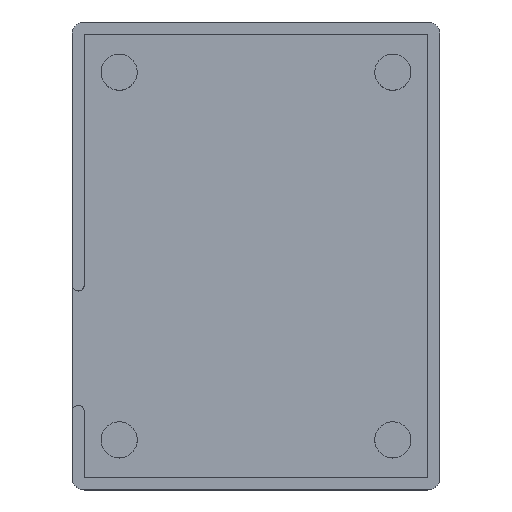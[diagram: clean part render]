
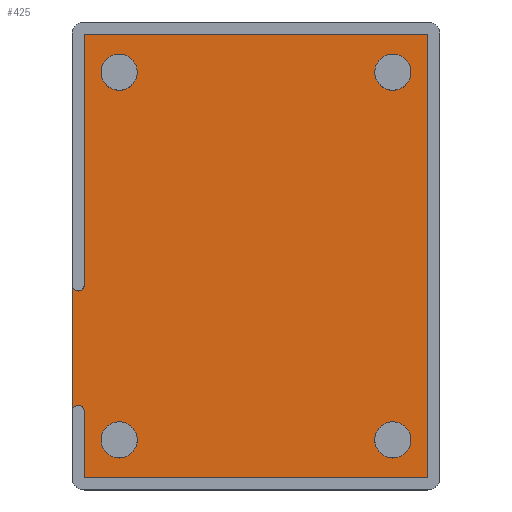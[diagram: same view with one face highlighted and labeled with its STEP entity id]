
A CAD part, top view. The second image highlights one B-rep face of the part: STEP entity #425.
In plain terms, the highlighted planar face has unit normal (0, 0, 1).
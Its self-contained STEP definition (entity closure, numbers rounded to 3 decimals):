
#40=CIRCLE('',#475,0.5);
#41=CIRCLE('',#476,0.5);
#42=CIRCLE('',#477,1.5);
#43=CIRCLE('',#478,1.5);
#44=CIRCLE('',#479,1.5);
#45=CIRCLE('',#480,1.5);
#114=ORIENTED_EDGE('',*,*,#198,.T.);
#115=ORIENTED_EDGE('',*,*,#194,.T.);
#116=ORIENTED_EDGE('',*,*,#164,.T.);
#117=ORIENTED_EDGE('',*,*,#208,.T.);
#118=ORIENTED_EDGE('',*,*,#168,.T.);
#119=ORIENTED_EDGE('',*,*,#209,.T.);
#120=ORIENTED_EDGE('',*,*,#190,.T.);
#121=ORIENTED_EDGE('',*,*,#200,.T.);
#122=ORIENTED_EDGE('',*,*,#210,.F.);
#123=ORIENTED_EDGE('',*,*,#211,.F.);
#124=ORIENTED_EDGE('',*,*,#212,.F.);
#125=ORIENTED_EDGE('',*,*,#213,.F.);
#164=EDGE_CURVE('',#221,#220,#260,.T.);
#168=EDGE_CURVE('',#225,#224,#264,.T.);
#190=EDGE_CURVE('',#242,#243,#282,.T.);
#194=EDGE_CURVE('',#246,#221,#286,.T.);
#198=EDGE_CURVE('',#249,#246,#290,.T.);
#200=EDGE_CURVE('',#243,#249,#292,.T.);
#208=EDGE_CURVE('',#220,#225,#40,.F.);
#209=EDGE_CURVE('',#224,#242,#41,.F.);
#210=EDGE_CURVE('',#250,#250,#42,.T.);
#211=EDGE_CURVE('',#251,#251,#43,.T.);
#212=EDGE_CURVE('',#252,#252,#44,.T.);
#213=EDGE_CURVE('',#253,#253,#45,.T.);
#220=VERTEX_POINT('',#635);
#221=VERTEX_POINT('',#637);
#224=VERTEX_POINT('',#644);
#225=VERTEX_POINT('',#646);
#242=VERTEX_POINT('',#690);
#243=VERTEX_POINT('',#691);
#246=VERTEX_POINT('',#699);
#249=VERTEX_POINT('',#707);
#250=VERTEX_POINT('',#723);
#251=VERTEX_POINT('',#725);
#252=VERTEX_POINT('',#727);
#253=VERTEX_POINT('',#729);
#260=LINE('',#636,#296);
#264=LINE('',#645,#300);
#282=LINE('',#689,#318);
#286=LINE('',#698,#322);
#290=LINE('',#706,#326);
#292=LINE('',#710,#328);
#296=VECTOR('',#505,1000.);
#300=VECTOR('',#511,1000.);
#318=VECTOR('',#547,1000.);
#322=VECTOR('',#553,1000.);
#326=VECTOR('',#559,1000.);
#328=VECTOR('',#563,1000.);
#341=EDGE_LOOP('',(#114,#115,#116,#117,#118,#119,#120,#121));
#342=EDGE_LOOP('',(#122));
#343=EDGE_LOOP('',(#123));
#344=EDGE_LOOP('',(#124));
#345=EDGE_LOOP('',(#125));
#375=FACE_BOUND('',#341,.T.);
#376=FACE_BOUND('',#342,.T.);
#377=FACE_BOUND('',#343,.T.);
#378=FACE_BOUND('',#344,.T.);
#379=FACE_BOUND('',#345,.T.);
#409=PLANE('',#474);
#425=ADVANCED_FACE('',(#375,#376,#377,#378,#379),#409,.T.);
#474=AXIS2_PLACEMENT_3D('',#719,#579,#580);
#475=AXIS2_PLACEMENT_3D('',#720,#581,#582);
#476=AXIS2_PLACEMENT_3D('',#721,#583,#584);
#477=AXIS2_PLACEMENT_3D('',#722,#585,#586);
#478=AXIS2_PLACEMENT_3D('',#724,#587,#588);
#479=AXIS2_PLACEMENT_3D('',#726,#589,#590);
#480=AXIS2_PLACEMENT_3D('',#728,#591,#592);
#505=DIRECTION('',(0.,-1.,0.));
#511=DIRECTION('',(0.,-1.,0.));
#547=DIRECTION('',(0.,-1.,0.));
#553=DIRECTION('',(-1.,0.,0.));
#559=DIRECTION('',(0.,1.,0.));
#563=DIRECTION('',(1.,0.,0.));
#579=DIRECTION('',(0.,0.,1.));
#580=DIRECTION('',(1.,0.,0.));
#581=DIRECTION('',(0.,0.,1.));
#582=DIRECTION('',(1.,0.,0.));
#583=DIRECTION('',(0.,0.,1.));
#584=DIRECTION('',(1.,0.,0.));
#585=DIRECTION('',(0.,0.,1.));
#586=DIRECTION('',(1.,0.,0.));
#587=DIRECTION('',(0.,0.,1.));
#588=DIRECTION('',(1.,0.,0.));
#589=DIRECTION('',(0.,0.,1.));
#590=DIRECTION('',(1.,0.,0.));
#591=DIRECTION('',(0.,0.,1.));
#592=DIRECTION('',(1.,0.,0.));
#635=CARTESIAN_POINT('',(-14.25,-2.4,0.));
#636=CARTESIAN_POINT('',(-14.25,18.4,0.));
#637=CARTESIAN_POINT('',(-14.25,18.4,0.));
#644=CARTESIAN_POINT('',(-15.25,-12.9,0.));
#645=CARTESIAN_POINT('',(-15.25,-2.9,0.));
#646=CARTESIAN_POINT('',(-15.25,-2.4,0.));
#689=CARTESIAN_POINT('',(-14.25,18.4,0.));
#690=CARTESIAN_POINT('',(-14.25,-12.9,0.));
#691=CARTESIAN_POINT('',(-14.25,-18.4,0.));
#698=CARTESIAN_POINT('',(14.25,18.4,0.));
#699=CARTESIAN_POINT('',(14.25,18.4,0.));
#706=CARTESIAN_POINT('',(14.25,-18.4,0.));
#707=CARTESIAN_POINT('',(14.25,-18.4,0.));
#710=CARTESIAN_POINT('',(-14.25,-18.4,0.));
#719=CARTESIAN_POINT('',(0.,0.,0.));
#720=CARTESIAN_POINT('',(-14.75,-2.4,0.));
#721=CARTESIAN_POINT('',(-14.75,-12.9,0.));
#722=CARTESIAN_POINT('',(-11.35,-15.25,0.));
#723=CARTESIAN_POINT('',(-9.85,-15.25,0.));
#724=CARTESIAN_POINT('',(11.35,-15.25,0.));
#725=CARTESIAN_POINT('',(12.85,-15.25,0.));
#726=CARTESIAN_POINT('',(-11.35,15.25,0.));
#727=CARTESIAN_POINT('',(-9.85,15.25,0.));
#728=CARTESIAN_POINT('',(11.35,15.25,0.));
#729=CARTESIAN_POINT('',(12.85,15.25,0.));
